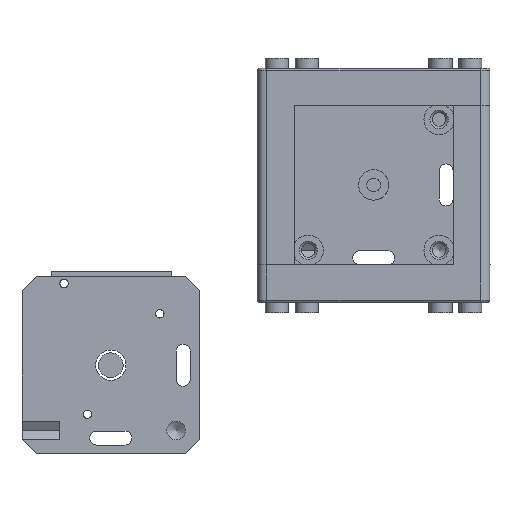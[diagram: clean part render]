
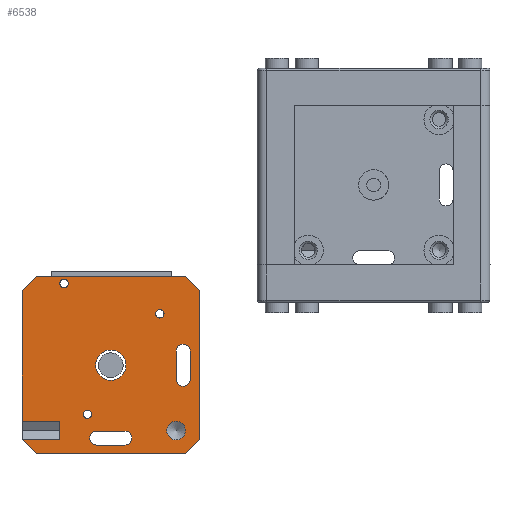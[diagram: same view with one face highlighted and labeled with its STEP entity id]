
A CAD part, left-side view. The second image highlights one B-rep face of the part: STEP entity #6538.
In plain terms, the highlighted face is planar.
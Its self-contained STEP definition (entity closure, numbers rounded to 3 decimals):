
#399=FACE_BOUND('',#1300,.T.);
#400=FACE_BOUND('',#1301,.T.);
#401=FACE_BOUND('',#1302,.T.);
#402=FACE_BOUND('',#1303,.T.);
#403=FACE_BOUND('',#1304,.T.);
#404=FACE_BOUND('',#1305,.T.);
#405=FACE_BOUND('',#1306,.T.);
#573=CIRCLE('',#7183,0.9);
#575=CIRCLE('',#7186,0.9);
#577=CIRCLE('',#7189,0.9);
#579=CIRCLE('',#7199,2.);
#593=CIRCLE('',#7228,1.5);
#594=CIRCLE('',#7231,1.5);
#595=CIRCLE('',#7234,1.5);
#596=CIRCLE('',#7236,1.5);
#597=CIRCLE('',#7238,3.25);
#887=FACE_OUTER_BOUND('',#1299,.T.);
#1299=EDGE_LOOP('',(#5791,#5792,#5793,#5794,#5795,#5796,#5797,#5798,#5799,
#5800,#5801));
#1300=EDGE_LOOP('',(#5802));
#1301=EDGE_LOOP('',(#5803));
#1302=EDGE_LOOP('',(#5804));
#1303=EDGE_LOOP('',(#5805));
#1304=EDGE_LOOP('',(#5806,#5807,#5808,#5809));
#1305=EDGE_LOOP('',(#5810,#5811,#5812,#5813));
#1306=EDGE_LOOP('',(#5814));
#1807=LINE('',#12161,#2422);
#1811=LINE('',#12170,#2426);
#1820=LINE('',#12186,#2435);
#1821=LINE('',#12189,#2436);
#1829=LINE('',#12211,#2444);
#1834=LINE('',#12222,#2449);
#1860=LINE('',#12282,#2475);
#1861=LINE('',#12285,#2476);
#1864=LINE('',#12290,#2479);
#1866=LINE('',#12301,#2481);
#1869=LINE('',#12314,#2484);
#1872=LINE('',#12322,#2487);
#1875=LINE('',#12330,#2490);
#1878=LINE('',#12341,#2493);
#1879=LINE('',#12343,#2494);
#2422=VECTOR('',#8587,10.);
#2426=VECTOR('',#8593,10.);
#2435=VECTOR('',#8608,10.);
#2436=VECTOR('',#8611,10.);
#2444=VECTOR('',#8629,10.);
#2449=VECTOR('',#8638,10.);
#2475=VECTOR('',#8678,10.);
#2476=VECTOR('',#8681,10.);
#2479=VECTOR('',#8686,10.);
#2481=VECTOR('',#8702,10.);
#2484=VECTOR('',#8721,10.);
#2487=VECTOR('',#8730,10.);
#2490=VECTOR('',#8739,10.);
#2493=VECTOR('',#8756,10.);
#2494=VECTOR('',#8759,10.);
#3131=VERTEX_POINT('',#12143);
#3133=VERTEX_POINT('',#12149);
#3135=VERTEX_POINT('',#12155);
#3136=VERTEX_POINT('',#12159);
#3137=VERTEX_POINT('',#12160);
#3140=VERTEX_POINT('',#12168);
#3141=VERTEX_POINT('',#12169);
#3146=VERTEX_POINT('',#12188);
#3151=VERTEX_POINT('',#12201);
#3154=VERTEX_POINT('',#12208);
#3155=VERTEX_POINT('',#12210);
#3159=VERTEX_POINT('',#12220);
#3186=VERTEX_POINT('',#12280);
#3187=VERTEX_POINT('',#12284);
#3188=VERTEX_POINT('',#12288);
#3189=VERTEX_POINT('',#12298);
#3190=VERTEX_POINT('',#12300);
#3191=VERTEX_POINT('',#12311);
#3192=VERTEX_POINT('',#12313);
#3193=VERTEX_POINT('',#12317);
#3194=VERTEX_POINT('',#12321);
#3195=VERTEX_POINT('',#12327);
#3196=VERTEX_POINT('',#12329);
#3197=VERTEX_POINT('',#12337);
#3984=EDGE_CURVE('',#3131,#3131,#573,.T.);
#3987=EDGE_CURVE('',#3133,#3133,#575,.T.);
#3990=EDGE_CURVE('',#3135,#3135,#577,.T.);
#3991=EDGE_CURVE('',#3136,#3137,#1807,.T.);
#3995=EDGE_CURVE('',#3140,#3141,#1811,.T.);
#4004=EDGE_CURVE('',#3141,#3136,#1820,.T.);
#4005=EDGE_CURVE('',#3140,#3146,#1821,.T.);
#4011=EDGE_CURVE('',#3151,#3151,#579,.T.);
#4015=EDGE_CURVE('',#3154,#3155,#1829,.T.);
#4021=EDGE_CURVE('',#3159,#3154,#1834,.T.);
#4052=EDGE_CURVE('',#3186,#3137,#1860,.T.);
#4053=EDGE_CURVE('',#3146,#3187,#1861,.T.);
#4056=EDGE_CURVE('',#3188,#3159,#1864,.T.);
#4061=EDGE_CURVE('',#3190,#3189,#1866,.T.);
#4068=EDGE_CURVE('',#3192,#3191,#1869,.T.);
#4070=EDGE_CURVE('',#3193,#3190,#593,.T.);
#4072=EDGE_CURVE('',#3194,#3193,#1872,.T.);
#4074=EDGE_CURVE('',#3189,#3194,#594,.T.);
#4076=EDGE_CURVE('',#3196,#3195,#1875,.T.);
#4078=EDGE_CURVE('',#3191,#3196,#595,.T.);
#4079=EDGE_CURVE('',#3195,#3192,#596,.T.);
#4081=EDGE_CURVE('',#3197,#3197,#597,.T.);
#4082=EDGE_CURVE('',#3155,#3186,#1878,.T.);
#4083=EDGE_CURVE('',#3187,#3188,#1879,.T.);
#5791=ORIENTED_EDGE('',*,*,#3991,.T.);
#5792=ORIENTED_EDGE('',*,*,#4052,.F.);
#5793=ORIENTED_EDGE('',*,*,#4082,.F.);
#5794=ORIENTED_EDGE('',*,*,#4015,.F.);
#5795=ORIENTED_EDGE('',*,*,#4021,.F.);
#5796=ORIENTED_EDGE('',*,*,#4056,.F.);
#5797=ORIENTED_EDGE('',*,*,#4083,.F.);
#5798=ORIENTED_EDGE('',*,*,#4053,.F.);
#5799=ORIENTED_EDGE('',*,*,#4005,.F.);
#5800=ORIENTED_EDGE('',*,*,#3995,.T.);
#5801=ORIENTED_EDGE('',*,*,#4004,.T.);
#5802=ORIENTED_EDGE('',*,*,#3984,.T.);
#5803=ORIENTED_EDGE('',*,*,#3987,.T.);
#5804=ORIENTED_EDGE('',*,*,#3990,.T.);
#5805=ORIENTED_EDGE('',*,*,#4011,.T.);
#5806=ORIENTED_EDGE('',*,*,#4074,.T.);
#5807=ORIENTED_EDGE('',*,*,#4072,.T.);
#5808=ORIENTED_EDGE('',*,*,#4070,.T.);
#5809=ORIENTED_EDGE('',*,*,#4061,.T.);
#5810=ORIENTED_EDGE('',*,*,#4068,.T.);
#5811=ORIENTED_EDGE('',*,*,#4078,.T.);
#5812=ORIENTED_EDGE('',*,*,#4076,.T.);
#5813=ORIENTED_EDGE('',*,*,#4079,.T.);
#5814=ORIENTED_EDGE('',*,*,#4081,.F.);
#6230=PLANE('',#7241);
#6538=ADVANCED_FACE('',(#887,#399,#400,#401,#402,#403,#404,#405),#6230,
 .F.);
#7183=AXIS2_PLACEMENT_3D('',#12145,#8569,#8570);
#7186=AXIS2_PLACEMENT_3D('',#12151,#8576,#8577);
#7189=AXIS2_PLACEMENT_3D('',#12157,#8583,#8584);
#7199=AXIS2_PLACEMENT_3D('',#12202,#8622,#8623);
#7228=AXIS2_PLACEMENT_3D('',#12318,#8725,#8726);
#7231=AXIS2_PLACEMENT_3D('',#12325,#8734,#8735);
#7234=AXIS2_PLACEMENT_3D('',#12333,#8743,#8744);
#7236=AXIS2_PLACEMENT_3D('',#12335,#8747,#8748);
#7238=AXIS2_PLACEMENT_3D('',#12339,#8752,#8753);
#7241=AXIS2_PLACEMENT_3D('',#12344,#8760,#8761);
#8569=DIRECTION('center_axis',(0.,0.,
1.));
#8570=DIRECTION('ref_axis',(1.,0.,0.));
#8576=DIRECTION('center_axis',(0.,0.,
1.));
#8577=DIRECTION('ref_axis',(1.,0.,0.));
#8583=DIRECTION('center_axis',(0.,0.,
1.));
#8584=DIRECTION('ref_axis',(1.,0.,0.));
#8587=DIRECTION('',(1.,0.,0.));
#8593=DIRECTION('',(-1.,0.,0.));
#8608=DIRECTION('',(0.,-1.,0.));
#8611=DIRECTION('',(0.,1.,0.));
#8622=DIRECTION('center_axis',(0.,0.,
1.));
#8623=DIRECTION('ref_axis',(-1.,0.,0.));
#8629=DIRECTION('',(0.707,-0.707,0.));
#8638=DIRECTION('',(0.,-1.,0.));
#8678=DIRECTION('',(0.707,0.707,0.));
#8681=DIRECTION('',(-0.707,0.707,0.));
#8686=DIRECTION('',(-0.707,-0.707,0.));
#8702=DIRECTION('',(0.,1.,0.));
#8721=DIRECTION('',(1.,0.,0.));
#8725=DIRECTION('center_axis',(0.,0.,
1.));
#8726=DIRECTION('ref_axis',(1.,0.,0.));
#8730=DIRECTION('',(0.,-1.,0.));
#8734=DIRECTION('center_axis',(0.,0.,
1.));
#8735=DIRECTION('ref_axis',(-1.,0.,0.));
#8739=DIRECTION('',(-1.,0.,0.));
#8743=DIRECTION('center_axis',(0.,0.,
1.));
#8744=DIRECTION('ref_axis',(0.,1.,0.));
#8747=DIRECTION('center_axis',(0.,0.,
1.));
#8748=DIRECTION('ref_axis',(0.,-1.,0.));
#8752=DIRECTION('center_axis',(0.,0.,
-1.));
#8753=DIRECTION('ref_axis',(-1.,0.,0.));
#8756=DIRECTION('',(1.,0.,0.));
#8759=DIRECTION('',(-1.,0.,0.));
#8760=DIRECTION('center_axis',(0.,0.,
1.));
#8761=DIRECTION('ref_axis',(1.,0.,0.));
#12143=CARTESIAN_POINT('',(-13.971,17.5,2.));
#12145=CARTESIAN_POINT('Origin',(-13.071,17.5,2.));
#12149=CARTESIAN_POINT('',(-34.471,11.,2.));
#12151=CARTESIAN_POINT('Origin',(-33.571,11.,2.));
#12155=CARTESIAN_POINT('',(-18.971,-10.5,2.));
#12157=CARTESIAN_POINT('Origin',(-18.071,-10.5,2.));
#12159=CARTESIAN_POINT('',(-12.071,-16.,2.));
#12160=CARTESIAN_POINT('',(-4.071,-16.,2.));
#12161=CARTESIAN_POINT('',(-13.571,-16.,2.));
#12168=CARTESIAN_POINT('',(-4.071,-12.,2.));
#12169=CARTESIAN_POINT('',(-12.071,-12.,2.));
#12170=CARTESIAN_POINT('',(-13.571,-12.,2.));
#12186=CARTESIAN_POINT('',(-12.071,-7.,2.));
#12188=CARTESIAN_POINT('',(-4.071,16.,2.));
#12189=CARTESIAN_POINT('',(-4.071,-19.,2.));
#12201=CARTESIAN_POINT('',(-35.071,-14.,2.));
#12202=CARTESIAN_POINT('Origin',(-37.071,-14.,2.));
#12208=CARTESIAN_POINT('',(-42.071,-16.,2.));
#12210=CARTESIAN_POINT('',(-39.071,-19.,2.));
#12211=CARTESIAN_POINT('',(-40.571,-17.5,2.));
#12220=CARTESIAN_POINT('',(-42.071,16.,2.));
#12222=CARTESIAN_POINT('',(-42.071,19.,2.));
#12280=CARTESIAN_POINT('',(-7.071,-19.,2.));
#12282=CARTESIAN_POINT('',(-5.571,-17.5,2.));
#12284=CARTESIAN_POINT('',(-7.071,19.,2.));
#12285=CARTESIAN_POINT('',(-5.571,17.5,2.));
#12288=CARTESIAN_POINT('',(-39.071,19.,2.));
#12290=CARTESIAN_POINT('',(-40.571,17.5,2.));
#12298=CARTESIAN_POINT('',(-37.071,3.,2.));
#12300=CARTESIAN_POINT('',(-37.071,-3.,2.));
#12301=CARTESIAN_POINT('',(-37.071,-1.5,2.));
#12311=CARTESIAN_POINT('',(-20.071,-17.08,2.));
#12313=CARTESIAN_POINT('',(-26.071,-17.08,2.));
#12314=CARTESIAN_POINT('',(-24.571,-17.08,2.));
#12317=CARTESIAN_POINT('',(-40.071,-3.,2.));
#12318=CARTESIAN_POINT('Origin',(-38.571,-3.,2.));
#12321=CARTESIAN_POINT('',(-40.071,3.,2.));
#12322=CARTESIAN_POINT('',(-40.071,1.5,2.));
#12325=CARTESIAN_POINT('Origin',(-38.571,3.,2.));
#12327=CARTESIAN_POINT('',(-26.071,-14.08,2.));
#12329=CARTESIAN_POINT('',(-20.071,-14.08,2.));
#12330=CARTESIAN_POINT('',(-21.571,-14.08,2.));
#12333=CARTESIAN_POINT('Origin',(-20.071,-15.58,2.));
#12335=CARTESIAN_POINT('Origin',(-26.071,-15.58,2.));
#12337=CARTESIAN_POINT('',(-19.821,0.,2.));
#12339=CARTESIAN_POINT('Origin',(-23.071,0.,
2.));
#12341=CARTESIAN_POINT('',(-42.071,-19.,2.));
#12343=CARTESIAN_POINT('',(-4.071,19.,2.));
#12344=CARTESIAN_POINT('Origin',(-23.071,0.,
2.));
